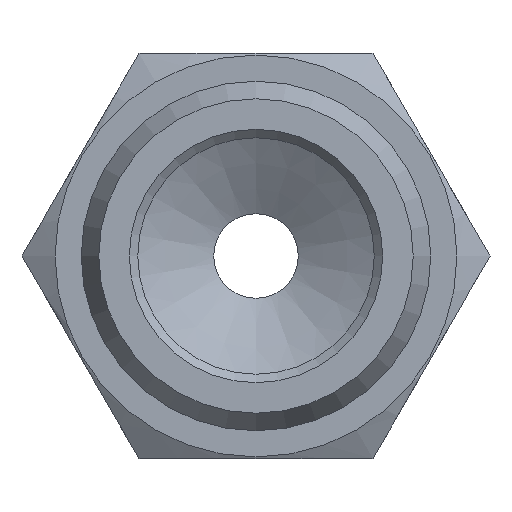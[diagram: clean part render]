
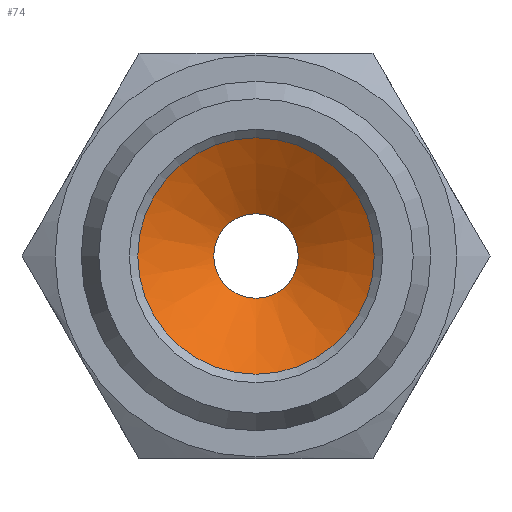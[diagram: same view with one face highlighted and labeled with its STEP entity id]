
A CAD part, front view. The second image highlights one B-rep face of the part: STEP entity #74.
In plain terms, the highlighted conical face has half-angle 60 degrees and reference radius 7 mm.
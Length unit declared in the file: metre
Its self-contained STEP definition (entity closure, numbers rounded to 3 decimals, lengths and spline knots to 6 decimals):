
#74 = ADVANCED_FACE( 'NONE', ( #164, #165 ), #166, .F. );
#164 = FACE_OUTER_BOUND( '', #269, .T. );
#165 = FACE_BOUND( '', #270, .T. );
#166 = CONICAL_SURFACE( '', #271, 0.007, 1.047 );
#269 = EDGE_LOOP( '', ( #408 ) );
#270 = EDGE_LOOP( '', ( #409 ) );
#271 = AXIS2_PLACEMENT_3D( '', #410, #411, #412 );
#408 = ORIENTED_EDGE( '', *, *, #528, .F. );
#409 = ORIENTED_EDGE( '', *, *, #551, .T. );
#410 = CARTESIAN_POINT( '', ( 0., 0.0105, 0. ) );
#411 = DIRECTION( '', ( 0., -1., 0. ) );
#412 = DIRECTION( '', ( 0., 0., -1. ) );
#528 = EDGE_CURVE( 'NONE', #609, #609, #610, .T. );
#551 = EDGE_CURVE( 'NONE', #645, #645, #646, .T. );
#609 = VERTEX_POINT( '', #747 );
#610 = CIRCLE( '', #748, 0.007 );
#645 = VERTEX_POINT( '', #824 );
#646 = CIRCLE( '', #825, 0.0025 );
#747 = CARTESIAN_POINT( '', ( 0., 0.0105, 0.007 ) );
#748 = AXIS2_PLACEMENT_3D( '', #903, #904, #905 );
#824 = CARTESIAN_POINT( '', ( 0., 0.013098, 0.0025 ) );
#825 = AXIS2_PLACEMENT_3D( '', #928, #929, #930 );
#903 = CARTESIAN_POINT( '', ( 0., 0.0105, 0. ) );
#904 = DIRECTION( '', ( 0., 1., 0. ) );
#905 = DIRECTION( '', ( 0., 0., 1. ) );
#928 = CARTESIAN_POINT( '', ( 0., 0.013098, 0. ) );
#929 = DIRECTION( '', ( 0., 1., 0. ) );
#930 = DIRECTION( '', ( 0., 0., 1. ) );
